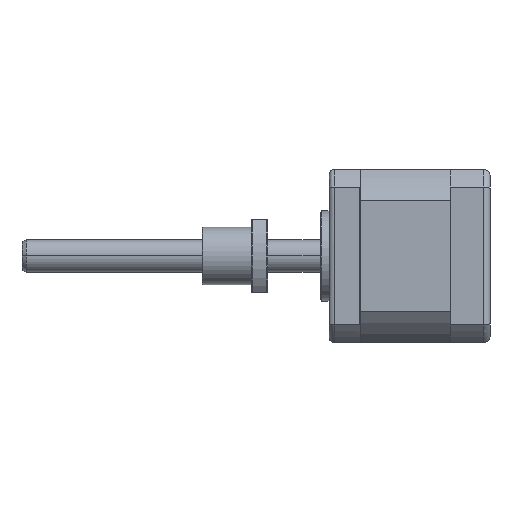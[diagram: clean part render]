
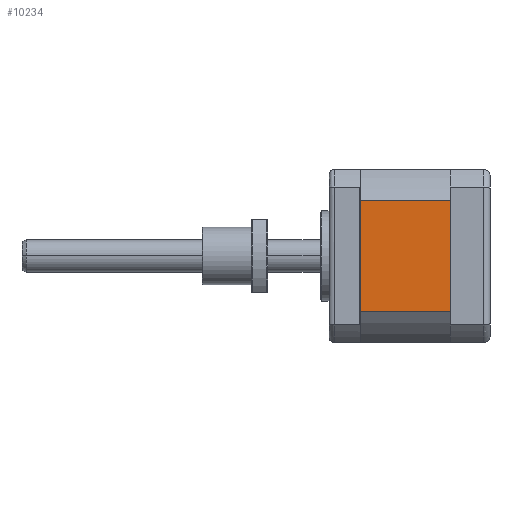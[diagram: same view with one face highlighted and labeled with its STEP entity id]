
A CAD part, left-side view. The second image highlights one B-rep face of the part: STEP entity #10234.
In plain terms, the highlighted planar face has unit normal (-1, 0, 0).
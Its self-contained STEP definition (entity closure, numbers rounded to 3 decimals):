
#113 = VERTEX_POINT ( 'NONE', #3310 ) ;
#176 = CARTESIAN_POINT ( 'NONE',  ( -25.809, -11.807, 30.232 ) ) ;
#579 = VECTOR ( 'NONE', #6840, 1000. ) ;
#806 = DIRECTION ( 'NONE',  ( 0., 1., 0. ) ) ;
#825 = EDGE_LOOP ( 'NONE', ( #7911, #2556, #3792, #6503 ) ) ;
#850 = AXIS2_PLACEMENT_3D ( 'NONE', #7025, #5193, #11716 ) ;
#1668 = CARTESIAN_POINT ( 'NONE',  ( -25.809, -11.807, 3.044 ) ) ;
#1946 = VERTEX_POINT ( 'NONE', #1668 ) ;
#2066 = FACE_OUTER_BOUND ( 'NONE', #825, .T. ) ;
#2163 = EDGE_CURVE ( 'NONE', #113, #7818, #8686, .T. ) ;
#2503 = EDGE_CURVE ( 'NONE', #7818, #6836, #7660, .T. ) ;
#2556 = ORIENTED_EDGE ( 'NONE', *, *, #8098, .F. ) ;
#3182 = CARTESIAN_POINT ( 'NONE',  ( -25.809, 10.193, 3.044 ) ) ;
#3310 = CARTESIAN_POINT ( 'NONE',  ( -25.809, -11.807, 30.232 ) ) ;
#3349 = PLANE ( 'NONE',  #850 ) ;
#3792 = ORIENTED_EDGE ( 'NONE', *, *, #5667, .F. ) ;
#3940 = CARTESIAN_POINT ( 'NONE',  ( -25.809, 10.193, 3.044 ) ) ;
#4451 = LINE ( 'NONE', #4833, #4736 ) ;
#4536 = CARTESIAN_POINT ( 'NONE',  ( -25.809, 10.193, 30.232 ) ) ;
#4736 = VECTOR ( 'NONE', #8557, 1000. ) ;
#4833 = CARTESIAN_POINT ( 'NONE',  ( -25.809, -11.807, 3.044 ) ) ;
#5193 = DIRECTION ( 'NONE',  ( 1., 0., 0. ) ) ;
#5354 = VECTOR ( 'NONE', #806, 1000. ) ;
#5667 = EDGE_CURVE ( 'NONE', #113, #1946, #4451, .T. ) ;
#6503 = ORIENTED_EDGE ( 'NONE', *, *, #2163, .T. ) ;
#6711 = DIRECTION ( 'NONE',  ( 0., 1., 0. ) ) ;
#6836 = VERTEX_POINT ( 'NONE', #3940 ) ;
#6840 = DIRECTION ( 'NONE',  ( 0., 0., -1. ) ) ;
#6876 = VECTOR ( 'NONE', #6711, 1000. ) ;
#7025 = CARTESIAN_POINT ( 'NONE',  ( -25.809, -11.807, 3.044 ) ) ;
#7638 = CARTESIAN_POINT ( 'NONE',  ( -25.809, -11.807, 3.044 ) ) ;
#7660 = LINE ( 'NONE', #3182, #579 ) ;
#7818 = VERTEX_POINT ( 'NONE', #4536 ) ;
#7911 = ORIENTED_EDGE ( 'NONE', *, *, #2503, .T. ) ;
#8098 = EDGE_CURVE ( 'NONE', #1946, #6836, #11854, .T. ) ;
#8557 = DIRECTION ( 'NONE',  ( 0., 0., -1. ) ) ;
#8686 = LINE ( 'NONE', #176, #5354 ) ;
#10234 = ADVANCED_FACE ( 'NONE', ( #2066 ), #3349, .F. ) ;
#11716 = DIRECTION ( 'NONE',  ( 0., 0., 1. ) ) ;
#11854 = LINE ( 'NONE', #7638, #6876 ) ;
